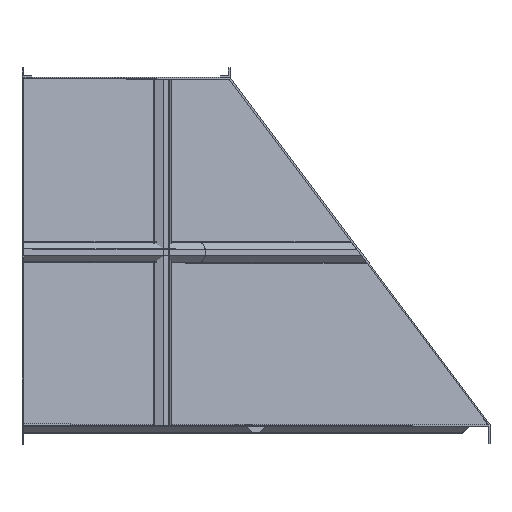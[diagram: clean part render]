
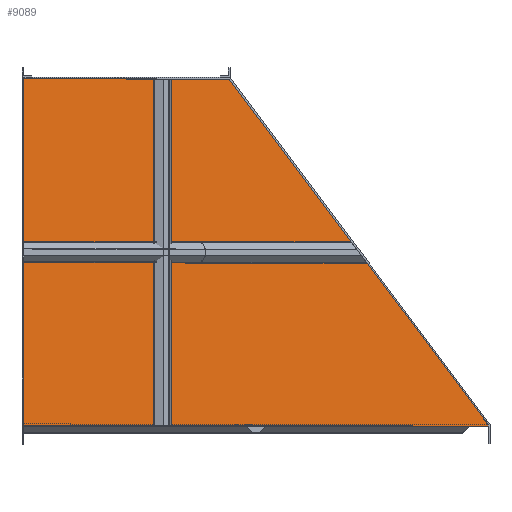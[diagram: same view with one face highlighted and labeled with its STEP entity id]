
A CAD part, top view. The second image highlights one B-rep face of the part: STEP entity #9089.
In plain terms, the highlighted planar face has unit normal (0.555, 0, 0.832).
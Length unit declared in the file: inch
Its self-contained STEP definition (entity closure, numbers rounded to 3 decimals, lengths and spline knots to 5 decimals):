
#73 = CARTESIAN_POINT ( 'NONE',  ( 0.25, 54., 51.4338 ) ) ;
#184 = ORIENTED_EDGE ( 'NONE', *, *, #8124, .F. ) ;
#228 = EDGE_CURVE ( 'NONE', #3705, #477, #2247, .T. ) ;
#477 = VERTEX_POINT ( 'NONE', #487 ) ;
#487 = CARTESIAN_POINT ( 'NONE',  ( 72.65, -0.08333, 3.16713 ) ) ;
#736 = EDGE_CURVE ( 'NONE', #2609, #7149, #8016, .T. ) ;
#853 = CARTESIAN_POINT ( 'NONE',  ( 32.275, 53.75, 30.0838 ) ) ;
#988 = PLANE ( 'NONE',  #9329 ) ;
#2247 = LINE ( 'NONE', #9331, #4282 ) ;
#2609 = VERTEX_POINT ( 'NONE', #3451 ) ;
#2771 = VECTOR ( 'NONE', #6941, 39.37008 ) ;
#3392 = CARTESIAN_POINT ( 'NONE',  ( 50.44492, 29.52344, 17.97051 ) ) ;
#3451 = CARTESIAN_POINT ( 'NONE',  ( 0.25, 53.75, 51.4338 ) ) ;
#3608 = DIRECTION ( 'NONE',  ( 0., -1., 0. ) ) ;
#3705 = VERTEX_POINT ( 'NONE', #8959 ) ;
#3777 = CARTESIAN_POINT ( 'NONE',  ( 23.8156, -0.25, 35.7234 ) ) ;
#4282 = VECTOR ( 'NONE', #6776, 39.37008 ) ;
#4890 = DIRECTION ( 'NONE',  ( -0.832, 0., 0.555 ) ) ;
#4989 = EDGE_CURVE ( 'NONE', #10877, #2609, #9317, .T. ) ;
#5382 = FACE_OUTER_BOUND ( 'NONE', #6058, .T. ) ;
#5501 = CARTESIAN_POINT ( 'NONE',  ( 73.03868, 54., 2.90801 ) ) ;
#5573 = VECTOR ( 'NONE', #3608, 39.37008 ) ;
#6058 = EDGE_LOOP ( 'NONE', ( #184, #7243, #9177, #9251, #8133 ) ) ;
#6425 = CARTESIAN_POINT ( 'NONE',  ( 0.25, -0.25, 51.4338 ) ) ;
#6776 = DIRECTION ( 'NONE',  ( 0., 1., 0. ) ) ;
#6941 = DIRECTION ( 'NONE',  ( 0.557, -0.743, -0.371 ) ) ;
#7149 = VERTEX_POINT ( 'NONE', #6425 ) ;
#7243 = ORIENTED_EDGE ( 'NONE', *, *, #228, .T. ) ;
#7624 = CARTESIAN_POINT ( 'NONE',  ( 23.8156, 53.75, 35.7234 ) ) ;
#7796 = EDGE_CURVE ( 'NONE', #10877, #477, #7856, .T. ) ;
#7856 = LINE ( 'NONE', #3392, #2771 ) ;
#8016 = LINE ( 'NONE', #73, #5573 ) ;
#8124 = EDGE_CURVE ( 'NONE', #3705, #7149, #8313, .T. ) ;
#8133 = ORIENTED_EDGE ( 'NONE', *, *, #736, .T. ) ;
#8313 = LINE ( 'NONE', #3777, #10416 ) ;
#8959 = CARTESIAN_POINT ( 'NONE',  ( 72.65, -0.25, 3.16713 ) ) ;
#9089 = ADVANCED_FACE ( 'NONE', ( #5382 ), #988, .T. ) ;
#9172 = DIRECTION ( 'NONE',  ( 0.832, 0., -0.555 ) ) ;
#9177 = ORIENTED_EDGE ( 'NONE', *, *, #7796, .F. ) ;
#9251 = ORIENTED_EDGE ( 'NONE', *, *, #4989, .T. ) ;
#9317 = LINE ( 'NONE', #7624, #11280 ) ;
#9329 = AXIS2_PLACEMENT_3D ( 'NONE', #5501, #10978, #9172 ) ;
#9331 = CARTESIAN_POINT ( 'NONE',  ( 72.65, 54., 3.16713 ) ) ;
#10416 = VECTOR ( 'NONE', #10884, 39.37008 ) ;
#10877 = VERTEX_POINT ( 'NONE', #853 ) ;
#10884 = DIRECTION ( 'NONE',  ( -0.832, 0., 0.555 ) ) ;
#10978 = DIRECTION ( 'NONE',  ( 0.555, 0., 0.832 ) ) ;
#11280 = VECTOR ( 'NONE', #4890, 39.37008 ) ;
